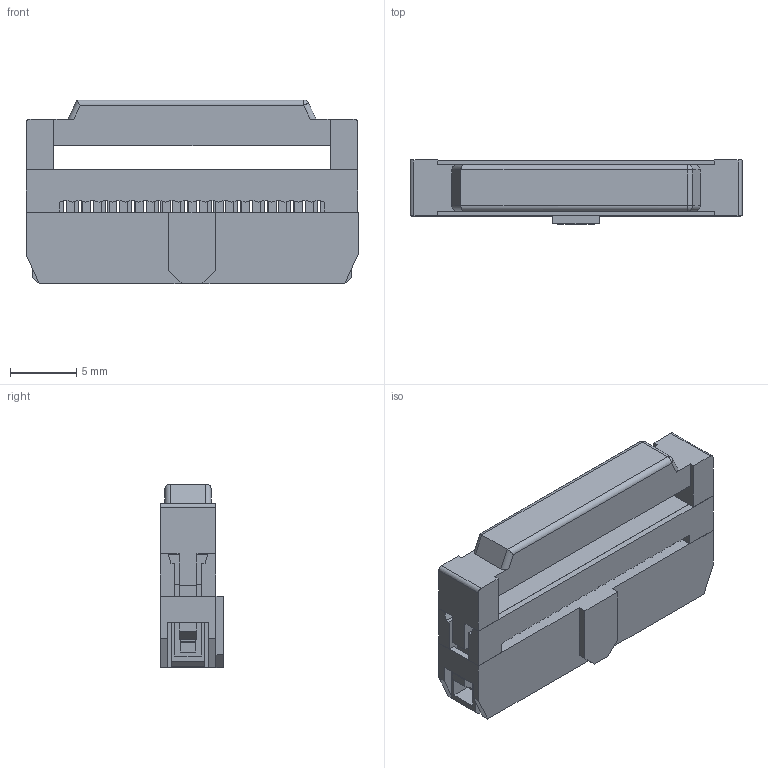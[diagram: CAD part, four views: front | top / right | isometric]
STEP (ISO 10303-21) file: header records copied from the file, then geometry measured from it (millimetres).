
FILE_DESCRIPTION( ( 'Unknown' ), '1' );
FILE_NAME( '62502023021.stp', 'Unknown', ( 'Unknown' ), ( 'Unknown' ), 'PSStep 15.0.49', 'Unknown', ' ' );
FILE_SCHEMA( ( 'AUTOMOTIVE_DESIGN { 1 0 10303 214 1 1 1 1 }' ) );
Length unit declared in the file: millimetre
Products named in the file (5): Assem1; 6250xx23021_PIN; 61202023021; 61202023021_PAD; 61202023021_Strain_relief
Assembly tree (23 placements, depth 2):
  Assem1
    6250xx23021_PIN  x20
    61202023021
    61202023021_PAD
    61202023021_Strain_relief
Bounding box: 25 x 4.8 x 13.85 mm (x, y, z)
Volume: 1006.9 mm3; surface area: 2572 mm2
Topology: 23 solids, 23 shells, 1281 faces, 3607 edges, 2366 vertices
Faces by surface type: plane 910, cylinder 369, sphere 2
Entity records: 22285 total; most frequent: CARTESIAN_POINT 3134, ORIENTED_EDGE 3106, DIRECTION 2847, EDGE_CURVE 1553, LINE 1425, VECTOR 1425, VERTEX_POINT 998, AXIS2_PLACEMENT_3D 711
